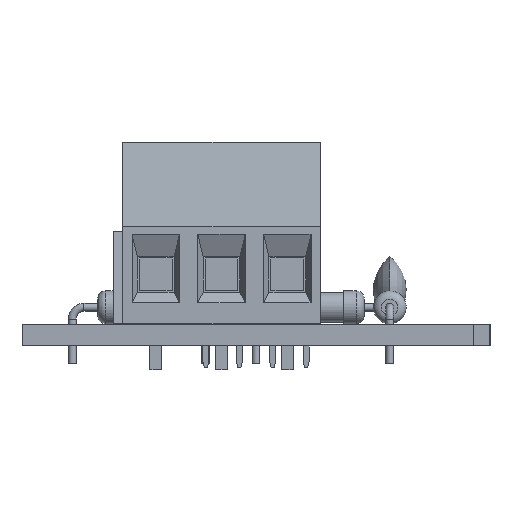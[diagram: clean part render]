
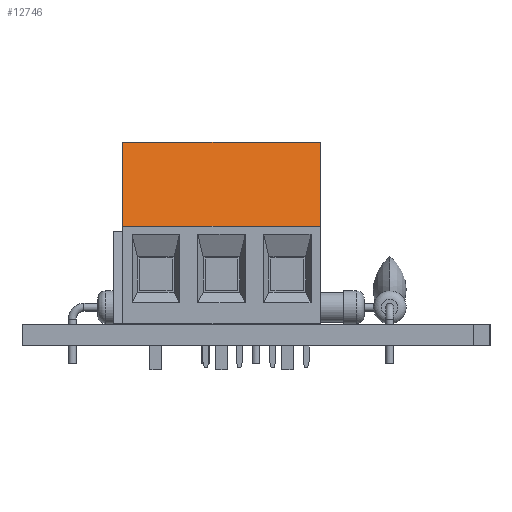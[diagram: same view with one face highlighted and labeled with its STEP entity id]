
A CAD part, left-side view. The second image highlights one B-rep face of the part: STEP entity #12746.
In plain terms, the highlighted face is planar.
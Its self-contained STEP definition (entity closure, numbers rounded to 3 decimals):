
#12439 = EDGE_CURVE('',#12440,#12442,#12444,.T.);
#12440 = VERTEX_POINT('',#12441);
#12441 = CARTESIAN_POINT('',(-2.5,-2.6,13.8));
#12442 = VERTEX_POINT('',#12443);
#12443 = CARTESIAN_POINT('',(-2.5,-4.1,7.4));
#12444 = SURFACE_CURVE('',#12445,(#12449,#12461),.PCURVE_S1.);
#12445 = LINE('',#12446,#12447);
#12446 = CARTESIAN_POINT('',(-2.5,-2.6,13.8));
#12447 = VECTOR('',#12448,1.);
#12448 = DIRECTION('',(0.,-0.228,-0.974));
#12449 = PCURVE('',#12450,#12455);
#12450 = PLANE('',#12451);
#12451 = AXIS2_PLACEMENT_3D('',#12452,#12453,#12454);
#12452 = CARTESIAN_POINT('',(-2.5,0.3,6.9));
#12453 = DIRECTION('',(1.,0.,0.));
#12454 = DIRECTION('',(0.,0.,1.));
#12455 = DEFINITIONAL_REPRESENTATION('',(#12456),#12460);
#12456 = LINE('',#12457,#12458);
#12457 = CARTESIAN_POINT('',(6.9,2.9));
#12458 = VECTOR('',#12459,1.);
#12459 = DIRECTION('',(-0.974,0.228));
#12460 = ( GEOMETRIC_REPRESENTATION_CONTEXT(2) 
PARAMETRIC_REPRESENTATION_CONTEXT() REPRESENTATION_CONTEXT('2D SPACE',''
  ) );
#12461 = PCURVE('',#12462,#12467);
#12462 = PLANE('',#12463);
#12463 = AXIS2_PLACEMENT_3D('',#12464,#12465,#12466);
#12464 = CARTESIAN_POINT('',(-2.5,-2.6,13.8));
#12465 = DIRECTION('',(0.,0.974,-0.228));
#12466 = DIRECTION('',(0.,-0.228,-0.974));
#12467 = DEFINITIONAL_REPRESENTATION('',(#12468),#12472);
#12468 = LINE('',#12469,#12470);
#12469 = CARTESIAN_POINT('',(0.,0.));
#12470 = VECTOR('',#12471,1.);
#12471 = DIRECTION('',(1.,0.));
#12472 = ( GEOMETRIC_REPRESENTATION_CONTEXT(2) 
PARAMETRIC_REPRESENTATION_CONTEXT() REPRESENTATION_CONTEXT('2D SPACE',''
  ) );
#12490 = PLANE('',#12491);
#12491 = AXIS2_PLACEMENT_3D('',#12492,#12493,#12494);
#12492 = CARTESIAN_POINT('',(-2.5,-4.1,7.4));
#12493 = DIRECTION('',(0.,0.,-1.));
#12494 = DIRECTION('',(0.,-1.,0.));
#12735 = PLANE('',#12736);
#12736 = AXIS2_PLACEMENT_3D('',#12737,#12738,#12739);
#12737 = CARTESIAN_POINT('',(-2.5,5.2,13.8));
#12738 = DIRECTION('',(0.,0.,-1.));
#12739 = DIRECTION('',(0.,-1.,0.));
#12746 = ADVANCED_FACE('',(#12747),#12462,.F.);
#12747 = FACE_BOUND('',#12748,.F.);
#12748 = EDGE_LOOP('',(#12749,#12772,#12800,#12821));
#12749 = ORIENTED_EDGE('',*,*,#12750,.T.);
#12750 = EDGE_CURVE('',#12440,#12751,#12753,.T.);
#12751 = VERTEX_POINT('',#12752);
#12752 = CARTESIAN_POINT('',(12.5,-2.6,13.8));
#12753 = SURFACE_CURVE('',#12754,(#12758,#12765),.PCURVE_S1.);
#12754 = LINE('',#12755,#12756);
#12755 = CARTESIAN_POINT('',(-2.5,-2.6,13.8));
#12756 = VECTOR('',#12757,1.);
#12757 = DIRECTION('',(1.,0.,0.));
#12758 = PCURVE('',#12462,#12759);
#12759 = DEFINITIONAL_REPRESENTATION('',(#12760),#12764);
#12760 = LINE('',#12761,#12762);
#12761 = CARTESIAN_POINT('',(0.,0.));
#12762 = VECTOR('',#12763,1.);
#12763 = DIRECTION('',(0.,-1.));
#12764 = ( GEOMETRIC_REPRESENTATION_CONTEXT(2) 
PARAMETRIC_REPRESENTATION_CONTEXT() REPRESENTATION_CONTEXT('2D SPACE',''
  ) );
#12765 = PCURVE('',#12735,#12766);
#12766 = DEFINITIONAL_REPRESENTATION('',(#12767),#12771);
#12767 = LINE('',#12768,#12769);
#12768 = CARTESIAN_POINT('',(7.8,0.));
#12769 = VECTOR('',#12770,1.);
#12770 = DIRECTION('',(0.,-1.));
#12771 = ( GEOMETRIC_REPRESENTATION_CONTEXT(2) 
PARAMETRIC_REPRESENTATION_CONTEXT() REPRESENTATION_CONTEXT('2D SPACE',''
  ) );
#12772 = ORIENTED_EDGE('',*,*,#12773,.T.);
#12773 = EDGE_CURVE('',#12751,#12774,#12776,.T.);
#12774 = VERTEX_POINT('',#12775);
#12775 = CARTESIAN_POINT('',(12.5,-4.1,7.4));
#12776 = SURFACE_CURVE('',#12777,(#12781,#12788),.PCURVE_S1.);
#12777 = LINE('',#12778,#12779);
#12778 = CARTESIAN_POINT('',(12.5,-2.6,13.8));
#12779 = VECTOR('',#12780,1.);
#12780 = DIRECTION('',(0.,-0.228,-0.974));
#12781 = PCURVE('',#12462,#12782);
#12782 = DEFINITIONAL_REPRESENTATION('',(#12783),#12787);
#12783 = LINE('',#12784,#12785);
#12784 = CARTESIAN_POINT('',(0.,-15.));
#12785 = VECTOR('',#12786,1.);
#12786 = DIRECTION('',(1.,0.));
#12787 = ( GEOMETRIC_REPRESENTATION_CONTEXT(2) 
PARAMETRIC_REPRESENTATION_CONTEXT() REPRESENTATION_CONTEXT('2D SPACE',''
  ) );
#12788 = PCURVE('',#12789,#12794);
#12789 = PLANE('',#12790);
#12790 = AXIS2_PLACEMENT_3D('',#12791,#12792,#12793);
#12791 = CARTESIAN_POINT('',(12.5,0.3,6.9));
#12792 = DIRECTION('',(1.,0.,0.));
#12793 = DIRECTION('',(0.,0.,1.));
#12794 = DEFINITIONAL_REPRESENTATION('',(#12795),#12799);
#12795 = LINE('',#12796,#12797);
#12796 = CARTESIAN_POINT('',(6.9,2.9));
#12797 = VECTOR('',#12798,1.);
#12798 = DIRECTION('',(-0.974,0.228));
#12799 = ( GEOMETRIC_REPRESENTATION_CONTEXT(2) 
PARAMETRIC_REPRESENTATION_CONTEXT() REPRESENTATION_CONTEXT('2D SPACE',''
  ) );
#12800 = ORIENTED_EDGE('',*,*,#12801,.F.);
#12801 = EDGE_CURVE('',#12442,#12774,#12802,.T.);
#12802 = SURFACE_CURVE('',#12803,(#12807,#12814),.PCURVE_S1.);
#12803 = LINE('',#12804,#12805);
#12804 = CARTESIAN_POINT('',(-2.5,-4.1,7.4));
#12805 = VECTOR('',#12806,1.);
#12806 = DIRECTION('',(1.,0.,0.));
#12807 = PCURVE('',#12462,#12808);
#12808 = DEFINITIONAL_REPRESENTATION('',(#12809),#12813);
#12809 = LINE('',#12810,#12811);
#12810 = CARTESIAN_POINT('',(6.573,0.));
#12811 = VECTOR('',#12812,1.);
#12812 = DIRECTION('',(0.,-1.));
#12813 = ( GEOMETRIC_REPRESENTATION_CONTEXT(2) 
PARAMETRIC_REPRESENTATION_CONTEXT() REPRESENTATION_CONTEXT('2D SPACE',''
  ) );
#12814 = PCURVE('',#12490,#12815);
#12815 = DEFINITIONAL_REPRESENTATION('',(#12816),#12820);
#12816 = LINE('',#12817,#12818);
#12817 = CARTESIAN_POINT('',(0.,0.));
#12818 = VECTOR('',#12819,1.);
#12819 = DIRECTION('',(0.,-1.));
#12820 = ( GEOMETRIC_REPRESENTATION_CONTEXT(2) 
PARAMETRIC_REPRESENTATION_CONTEXT() REPRESENTATION_CONTEXT('2D SPACE',''
  ) );
#12821 = ORIENTED_EDGE('',*,*,#12439,.F.);
